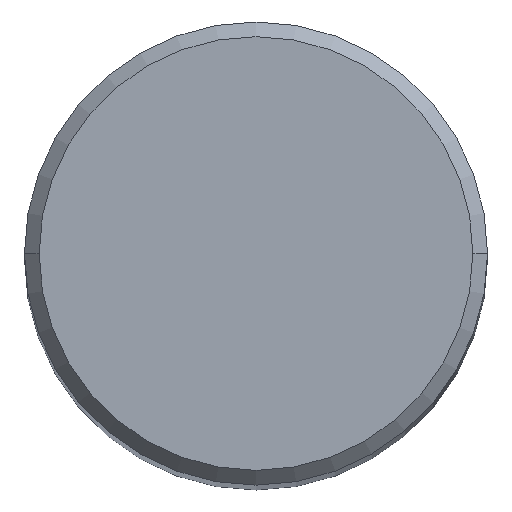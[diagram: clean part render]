
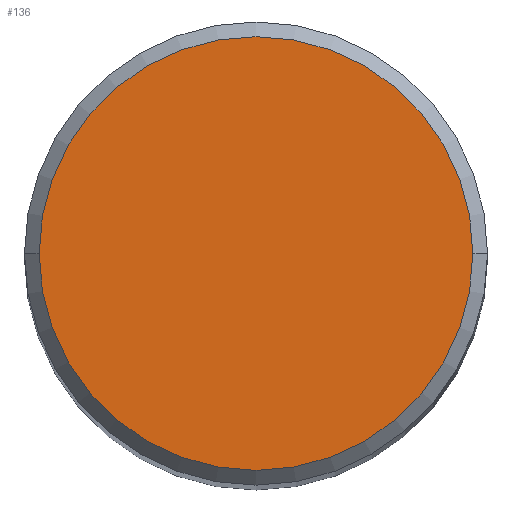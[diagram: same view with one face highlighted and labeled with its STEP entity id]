
A CAD part, top view. The second image highlights one B-rep face of the part: STEP entity #136.
In plain terms, the highlighted planar face has unit normal (0, 0, 1).
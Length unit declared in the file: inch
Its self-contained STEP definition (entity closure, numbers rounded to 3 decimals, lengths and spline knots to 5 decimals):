
#7 = CARTESIAN_POINT ( 'NONE',  ( 0., 0., 3.26772 ) ) ;
#25 = FACE_OUTER_BOUND ( 'NONE', #123, .T. ) ;
#26 = DIRECTION ( 'NONE',  ( 0., 0., 1. ) ) ;
#32 = ORIENTED_EDGE ( 'NONE', *, *, #176, .T. ) ;
#45 = CARTESIAN_POINT ( 'NONE',  ( 0.22122, 0., 3.26772 ) ) ;
#49 = DIRECTION ( 'NONE',  ( 1., 0., 0. ) ) ;
#52 = AXIS2_PLACEMENT_3D ( 'NONE', #203, #143, #220 ) ;
#91 = PLANE ( 'NONE',  #177 ) ;
#112 = AXIS2_PLACEMENT_3D ( 'NONE', #7, #126, #49 ) ;
#115 = CIRCLE ( 'NONE', #112, 0.22122 ) ;
#123 = EDGE_LOOP ( 'NONE', ( #234, #32 ) ) ;
#126 = DIRECTION ( 'NONE',  ( 0., 0., 1. ) ) ;
#127 = EDGE_CURVE ( 'NONE', #200, #154, #205, .T. ) ;
#136 = ADVANCED_FACE ( 'NONE', ( #25 ), #91, .T. ) ;
#143 = DIRECTION ( 'NONE',  ( 0., 0., 1. ) ) ;
#154 = VERTEX_POINT ( 'NONE', #45 ) ;
#176 = EDGE_CURVE ( 'NONE', #154, #200, #115, .T. ) ;
#177 = AXIS2_PLACEMENT_3D ( 'NONE', #225, #26, #181 ) ;
#181 = DIRECTION ( 'NONE',  ( 1., 0., 0. ) ) ;
#200 = VERTEX_POINT ( 'NONE', #209 ) ;
#203 = CARTESIAN_POINT ( 'NONE',  ( 0., 0., 3.26772 ) ) ;
#205 = CIRCLE ( 'NONE', #52, 0.22122 ) ;
#209 = CARTESIAN_POINT ( 'NONE',  ( -0.22122, 0., 3.26772 ) ) ;
#220 = DIRECTION ( 'NONE',  ( 1., 0., 0. ) ) ;
#225 = CARTESIAN_POINT ( 'NONE',  ( 0., 0., 3.26772 ) ) ;
#234 = ORIENTED_EDGE ( 'NONE', *, *, #127, .T. ) ;
